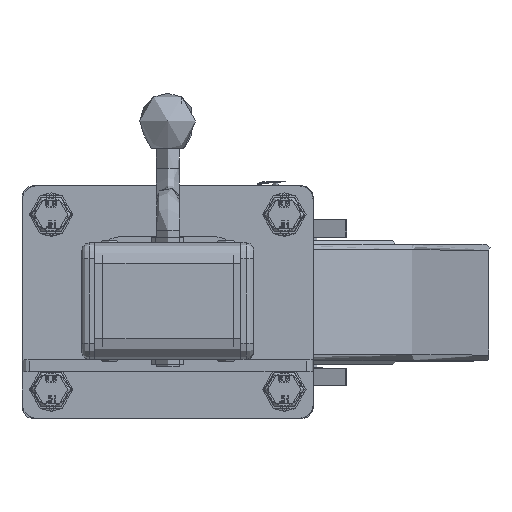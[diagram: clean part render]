
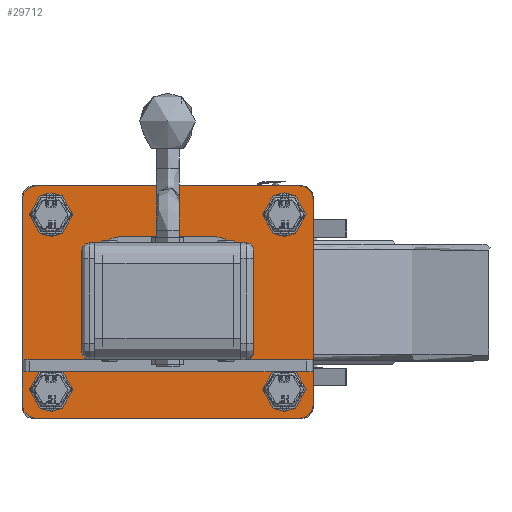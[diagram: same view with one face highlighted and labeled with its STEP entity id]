
A CAD part, top view. The second image highlights one B-rep face of the part: STEP entity #29712.
In plain terms, the highlighted planar face has unit normal (0, 0, 1).
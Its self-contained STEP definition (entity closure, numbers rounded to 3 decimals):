
#990=FACE_BOUND('',#6087,.T.);
#991=FACE_BOUND('',#6088,.T.);
#992=FACE_BOUND('',#6089,.T.);
#993=FACE_BOUND('',#6090,.T.);
#994=FACE_BOUND('',#6091,.T.);
#1328=PLANE('',#32604);
#2568=CIRCLE('',#32559,8.1);
#2570=CIRCLE('',#32562,8.1);
#2572=CIRCLE('',#32565,8.1);
#2574=CIRCLE('',#32568,8.1);
#2576=CIRCLE('',#32572,6.);
#2578=CIRCLE('',#32576,6.);
#2580=CIRCLE('',#32580,6.);
#2591=CIRCLE('',#32603,6.);
#2592=CIRCLE('',#32605,10.);
#2593=CIRCLE('',#32606,10.);
#2594=CIRCLE('',#32607,10.);
#2595=CIRCLE('',#32608,10.);
#4151=FACE_OUTER_BOUND('',#6086,.T.);
#6086=EDGE_LOOP('',(#22407,#22408,#22409,#22410,#22411,#22412,#22413,#22414));
#6087=EDGE_LOOP('',(#22415,#22416,#22417,#22418,#22419,#22420,#22421,#22422));
#6088=EDGE_LOOP('',(#22423));
#6089=EDGE_LOOP('',(#22424));
#6090=EDGE_LOOP('',(#22425));
#6091=EDGE_LOOP('',(#22426));
#9303=LINE('',#62052,#10990);
#9308=LINE('',#62066,#10995);
#9312=LINE('',#62078,#10999);
#9316=LINE('',#62090,#11003);
#9335=LINE('',#62152,#11022);
#9336=LINE('',#62156,#11023);
#9337=LINE('',#62160,#11024);
#9338=LINE('',#62163,#11025);
#10990=VECTOR('',#37392,1000.);
#10995=VECTOR('',#37405,1000.);
#10999=VECTOR('',#37417,1000.);
#11003=VECTOR('',#37429,1000.);
#11022=VECTOR('',#37494,1000.);
#11023=VECTOR('',#37497,1000.);
#11024=VECTOR('',#37500,1000.);
#11025=VECTOR('',#37503,1000.);
#13056=VERTEX_POINT('',#62026);
#13058=VERTEX_POINT('',#62032);
#13060=VERTEX_POINT('',#62038);
#13062=VERTEX_POINT('',#62044);
#13064=VERTEX_POINT('',#62050);
#13065=VERTEX_POINT('',#62051);
#13068=VERTEX_POINT('',#62059);
#13070=VERTEX_POINT('',#62065);
#13072=VERTEX_POINT('',#62071);
#13074=VERTEX_POINT('',#62077);
#13076=VERTEX_POINT('',#62083);
#13078=VERTEX_POINT('',#62089);
#13096=VERTEX_POINT('',#62148);
#13097=VERTEX_POINT('',#62149);
#13098=VERTEX_POINT('',#62151);
#13099=VERTEX_POINT('',#62153);
#13100=VERTEX_POINT('',#62155);
#13101=VERTEX_POINT('',#62157);
#13102=VERTEX_POINT('',#62159);
#13103=VERTEX_POINT('',#62161);
#16397=EDGE_CURVE('',#13056,#13056,#2568,.T.);
#16400=EDGE_CURVE('',#13058,#13058,#2570,.T.);
#16403=EDGE_CURVE('',#13060,#13060,#2572,.T.);
#16406=EDGE_CURVE('',#13062,#13062,#2574,.T.);
#16409=EDGE_CURVE('',#13064,#13065,#9303,.T.);
#16413=EDGE_CURVE('',#13065,#13068,#2576,.T.);
#16416=EDGE_CURVE('',#13068,#13070,#9308,.T.);
#16419=EDGE_CURVE('',#13070,#13072,#2578,.T.);
#16422=EDGE_CURVE('',#13072,#13074,#9312,.T.);
#16425=EDGE_CURVE('',#13074,#13076,#2580,.T.);
#16428=EDGE_CURVE('',#13076,#13078,#9316,.T.);
#16456=EDGE_CURVE('',#13078,#13064,#2591,.T.);
#16457=EDGE_CURVE('',#13096,#13097,#2592,.T.);
#16458=EDGE_CURVE('',#13098,#13096,#9335,.T.);
#16459=EDGE_CURVE('',#13099,#13098,#2593,.T.);
#16460=EDGE_CURVE('',#13100,#13099,#9336,.T.);
#16461=EDGE_CURVE('',#13101,#13100,#2594,.T.);
#16462=EDGE_CURVE('',#13102,#13101,#9337,.T.);
#16463=EDGE_CURVE('',#13103,#13102,#2595,.T.);
#16464=EDGE_CURVE('',#13097,#13103,#9338,.T.);
#22407=ORIENTED_EDGE('',*,*,#16457,.F.);
#22408=ORIENTED_EDGE('',*,*,#16458,.F.);
#22409=ORIENTED_EDGE('',*,*,#16459,.F.);
#22410=ORIENTED_EDGE('',*,*,#16460,.F.);
#22411=ORIENTED_EDGE('',*,*,#16461,.F.);
#22412=ORIENTED_EDGE('',*,*,#16462,.F.);
#22413=ORIENTED_EDGE('',*,*,#16463,.F.);
#22414=ORIENTED_EDGE('',*,*,#16464,.F.);
#22415=ORIENTED_EDGE('',*,*,#16456,.T.);
#22416=ORIENTED_EDGE('',*,*,#16409,.T.);
#22417=ORIENTED_EDGE('',*,*,#16413,.T.);
#22418=ORIENTED_EDGE('',*,*,#16416,.T.);
#22419=ORIENTED_EDGE('',*,*,#16419,.T.);
#22420=ORIENTED_EDGE('',*,*,#16422,.T.);
#22421=ORIENTED_EDGE('',*,*,#16425,.T.);
#22422=ORIENTED_EDGE('',*,*,#16428,.T.);
#22423=ORIENTED_EDGE('',*,*,#16397,.T.);
#22424=ORIENTED_EDGE('',*,*,#16400,.T.);
#22425=ORIENTED_EDGE('',*,*,#16403,.T.);
#22426=ORIENTED_EDGE('',*,*,#16406,.T.);
#29712=ADVANCED_FACE('',(#4151,#990,#991,#992,#993,#994),#1328,.T.);
#32559=AXIS2_PLACEMENT_3D('',#62027,#37364,#37365);
#32562=AXIS2_PLACEMENT_3D('',#62033,#37371,#37372);
#32565=AXIS2_PLACEMENT_3D('',#62039,#37378,#37379);
#32568=AXIS2_PLACEMENT_3D('',#62045,#37385,#37386);
#32572=AXIS2_PLACEMENT_3D('',#62060,#37398,#37399);
#32576=AXIS2_PLACEMENT_3D('',#62072,#37410,#37411);
#32580=AXIS2_PLACEMENT_3D('',#62084,#37422,#37423);
#32603=AXIS2_PLACEMENT_3D('',#62146,#37488,#37489);
#32604=AXIS2_PLACEMENT_3D('',#62147,#37490,#37491);
#32605=AXIS2_PLACEMENT_3D('',#62150,#37492,#37493);
#32606=AXIS2_PLACEMENT_3D('',#62154,#37495,#37496);
#32607=AXIS2_PLACEMENT_3D('',#62158,#37498,#37499);
#32608=AXIS2_PLACEMENT_3D('',#62162,#37501,#37502);
#37364=DIRECTION('center_axis',(0.,0.,-1.));
#37365=DIRECTION('ref_axis',(1.,0.,0.));
#37371=DIRECTION('center_axis',(0.,0.,-1.));
#37372=DIRECTION('ref_axis',(1.,0.,0.));
#37378=DIRECTION('center_axis',(0.,0.,-1.));
#37379=DIRECTION('ref_axis',(1.,0.,0.));
#37385=DIRECTION('center_axis',(0.,0.,-1.));
#37386=DIRECTION('ref_axis',(1.,0.,0.));
#37392=DIRECTION('',(0.,1.,0.));
#37398=DIRECTION('center_axis',(0.,0.,-1.));
#37399=DIRECTION('ref_axis',(-1.,0.,0.));
#37405=DIRECTION('',(1.,0.,0.));
#37410=DIRECTION('center_axis',(0.,0.,-1.));
#37411=DIRECTION('ref_axis',(0.,1.,0.));
#37417=DIRECTION('',(0.,-1.,0.));
#37422=DIRECTION('center_axis',(0.,0.,-1.));
#37423=DIRECTION('ref_axis',(1.,0.,0.));
#37429=DIRECTION('',(-1.,0.,0.));
#37488=DIRECTION('center_axis',(0.,0.,-1.));
#37489=DIRECTION('ref_axis',(0.,-1.,0.));
#37490=DIRECTION('center_axis',(0.,0.,1.));
#37491=DIRECTION('ref_axis',(1.,0.,0.));
#37492=DIRECTION('center_axis',(0.,0.,-1.));
#37493=DIRECTION('ref_axis',(0.,-1.,0.));
#37494=DIRECTION('',(-1.,0.,0.));
#37495=DIRECTION('center_axis',(0.,0.,-1.));
#37496=DIRECTION('ref_axis',(1.,0.,0.));
#37497=DIRECTION('',(0.,-1.,0.));
#37498=DIRECTION('center_axis',(0.,0.,-1.));
#37499=DIRECTION('ref_axis',(0.,1.,0.));
#37500=DIRECTION('',(1.,0.,0.));
#37501=DIRECTION('center_axis',(0.,0.,-1.));
#37502=DIRECTION('ref_axis',(-1.,0.,0.));
#37503=DIRECTION('',(0.,1.,0.));
#62026=CARTESIAN_POINT('',(-88.1,-60.,0.));
#62027=CARTESIAN_POINT('Origin',(-80.,-60.,0.));
#62032=CARTESIAN_POINT('',(71.9,-60.,0.));
#62033=CARTESIAN_POINT('Origin',(80.,-60.,0.));
#62038=CARTESIAN_POINT('',(71.9,60.,0.));
#62039=CARTESIAN_POINT('Origin',(80.,60.,0.));
#62044=CARTESIAN_POINT('',(-88.1,60.,0.));
#62045=CARTESIAN_POINT('Origin',(-80.,60.,0.));
#62050=CARTESIAN_POINT('',(-35.,-29.,0.));
#62051=CARTESIAN_POINT('',(-35.,29.,0.));
#62052=CARTESIAN_POINT('',(-35.,-35.,0.));
#62059=CARTESIAN_POINT('',(-29.,35.,0.));
#62060=CARTESIAN_POINT('Origin',(-29.,29.,0.));
#62065=CARTESIAN_POINT('',(29.,35.,0.));
#62066=CARTESIAN_POINT('',(-35.,35.,0.));
#62071=CARTESIAN_POINT('',(35.,29.,0.));
#62072=CARTESIAN_POINT('Origin',(29.,29.,0.));
#62077=CARTESIAN_POINT('',(35.,-29.,0.));
#62078=CARTESIAN_POINT('',(35.,35.,0.));
#62083=CARTESIAN_POINT('',(29.,-35.,0.));
#62084=CARTESIAN_POINT('Origin',(29.,-29.,0.));
#62089=CARTESIAN_POINT('',(-29.,-35.,0.));
#62090=CARTESIAN_POINT('',(35.,-35.,0.));
#62146=CARTESIAN_POINT('Origin',(-29.,-29.,0.));
#62147=CARTESIAN_POINT('Origin',(0.,0.,0.));
#62148=CARTESIAN_POINT('',(-90.,-80.,0.));
#62149=CARTESIAN_POINT('',(-100.,-70.,0.));
#62150=CARTESIAN_POINT('Origin',(-90.,-70.,0.));
#62151=CARTESIAN_POINT('',(90.,-80.,0.));
#62152=CARTESIAN_POINT('',(90.,-80.,0.));
#62153=CARTESIAN_POINT('',(100.,-70.,0.));
#62154=CARTESIAN_POINT('Origin',(90.,-70.,0.));
#62155=CARTESIAN_POINT('',(100.,70.,0.));
#62156=CARTESIAN_POINT('',(100.,70.,0.));
#62157=CARTESIAN_POINT('',(90.,80.,0.));
#62158=CARTESIAN_POINT('Origin',(90.,70.,0.));
#62159=CARTESIAN_POINT('',(-90.,80.,0.));
#62160=CARTESIAN_POINT('',(-90.,80.,0.));
#62161=CARTESIAN_POINT('',(-100.,70.,0.));
#62162=CARTESIAN_POINT('Origin',(-90.,70.,0.));
#62163=CARTESIAN_POINT('',(-100.,-70.,0.));
